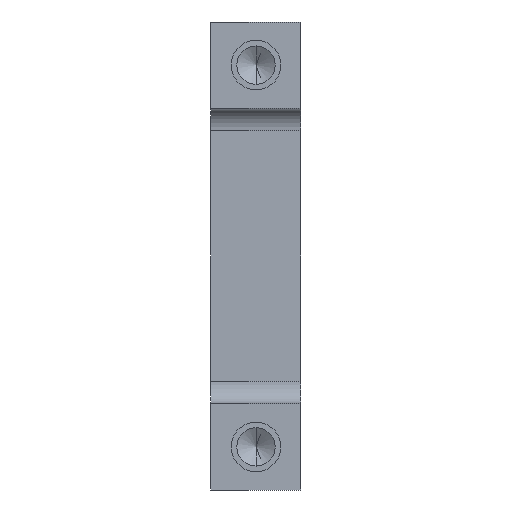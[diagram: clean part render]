
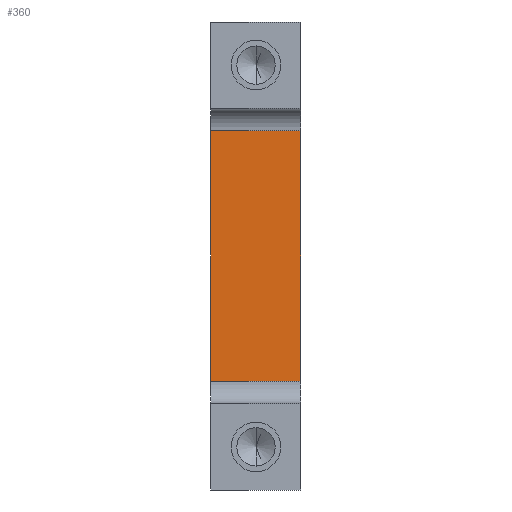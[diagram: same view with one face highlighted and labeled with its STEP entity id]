
A CAD part, left-side view. The second image highlights one B-rep face of the part: STEP entity #360.
In plain terms, the highlighted planar face has unit normal (-1, 0, 0).
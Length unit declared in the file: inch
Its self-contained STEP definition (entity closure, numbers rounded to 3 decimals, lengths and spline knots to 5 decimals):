
#21 = VECTOR ( 'NONE', #1178, 39.37008 ) ;
#28 = DIRECTION ( 'NONE',  ( 0., -1., 0. ) ) ;
#213 = PLANE ( 'NONE',  #699 ) ;
#360 = ADVANCED_FACE ( 'NONE', ( #2375 ), #213, .F. ) ;
#399 = LINE ( 'NONE', #1783, #2334 ) ;
#416 = CARTESIAN_POINT ( 'NONE',  ( -0.535, 0.25, 0.348 ) ) ;
#557 = VECTOR ( 'NONE', #1735, 39.37008 ) ;
#585 = CARTESIAN_POINT ( 'NONE',  ( -0.535, 0., -0.348 ) ) ;
#587 = DIRECTION ( 'NONE',  ( 0., 0., -1. ) ) ;
#699 = AXIS2_PLACEMENT_3D ( 'NONE', #1926, #805, #587 ) ;
#805 = DIRECTION ( 'NONE',  ( 1., 0., 0. ) ) ;
#926 = ORIENTED_EDGE ( 'NONE', *, *, #1892, .F. ) ;
#1054 = CARTESIAN_POINT ( 'NONE',  ( -0.535, 0., 0.348 ) ) ;
#1178 = DIRECTION ( 'NONE',  ( 0., 0., 1. ) ) ;
#1183 = EDGE_LOOP ( 'NONE', ( #1573, #926, #1485, #2073 ) ) ;
#1302 = CARTESIAN_POINT ( 'NONE',  ( -0.535, 0.25, 0.348 ) ) ;
#1355 = CARTESIAN_POINT ( 'NONE',  ( -0.535, 0.25, -0.348 ) ) ;
#1406 = VERTEX_POINT ( 'NONE', #1302 ) ;
#1485 = ORIENTED_EDGE ( 'NONE', *, *, #2053, .F. ) ;
#1561 = EDGE_CURVE ( 'NONE', #2162, #2395, #399, .T. ) ;
#1573 = ORIENTED_EDGE ( 'NONE', *, *, #1561, .T. ) ;
#1589 = DIRECTION ( 'NONE',  ( 0., 0., 1. ) ) ;
#1603 = LINE ( 'NONE', #2268, #21 ) ;
#1648 = LINE ( 'NONE', #1355, #557 ) ;
#1702 = VERTEX_POINT ( 'NONE', #2066 ) ;
#1735 = DIRECTION ( 'NONE',  ( 0., -1., 0. ) ) ;
#1783 = CARTESIAN_POINT ( 'NONE',  ( -0.535, 0., -0.348 ) ) ;
#1856 = EDGE_CURVE ( 'NONE', #1702, #2162, #1648, .T. ) ;
#1892 = EDGE_CURVE ( 'NONE', #1406, #2395, #2382, .T. ) ;
#1910 = VECTOR ( 'NONE', #28, 39.37008 ) ;
#1926 = CARTESIAN_POINT ( 'NONE',  ( -0.535, 0.25, -0.348 ) ) ;
#2053 = EDGE_CURVE ( 'NONE', #1702, #1406, #1603, .T. ) ;
#2066 = CARTESIAN_POINT ( 'NONE',  ( -0.535, 0.25, -0.348 ) ) ;
#2073 = ORIENTED_EDGE ( 'NONE', *, *, #1856, .T. ) ;
#2162 = VERTEX_POINT ( 'NONE', #585 ) ;
#2268 = CARTESIAN_POINT ( 'NONE',  ( -0.535, 0.25, -0.348 ) ) ;
#2334 = VECTOR ( 'NONE', #1589, 39.37008 ) ;
#2375 = FACE_OUTER_BOUND ( 'NONE', #1183, .T. ) ;
#2382 = LINE ( 'NONE', #416, #1910 ) ;
#2395 = VERTEX_POINT ( 'NONE', #1054 ) ;
